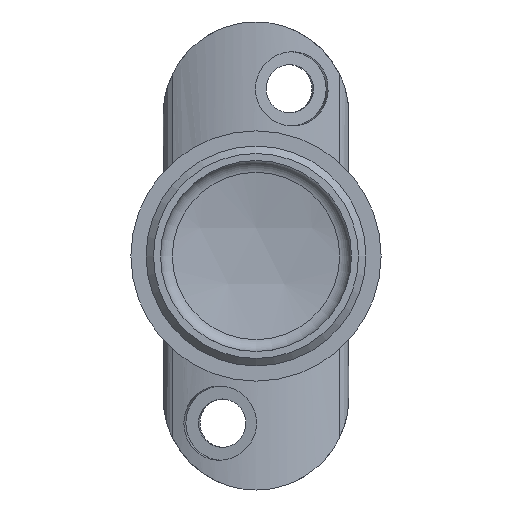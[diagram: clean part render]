
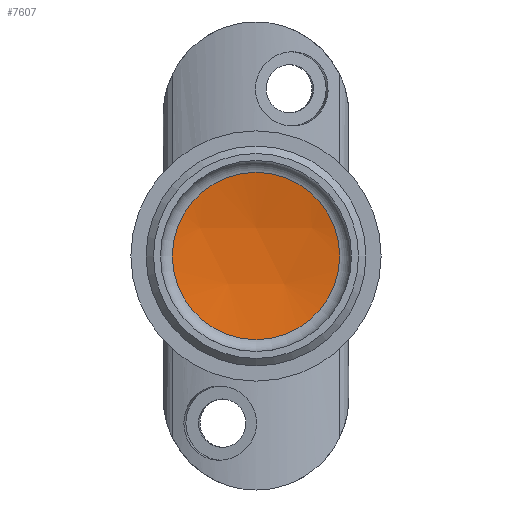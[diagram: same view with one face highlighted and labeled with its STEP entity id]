
A CAD part, front view. The second image highlights one B-rep face of the part: STEP entity #7607.
In plain terms, the highlighted spherical face has radius 54.48 mm.
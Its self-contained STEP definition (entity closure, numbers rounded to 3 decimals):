
#1177 = EDGE_CURVE ( 'NONE', #12420, #12420, #10555, .T. ) ;
#2003 = DIRECTION ( 'NONE',  ( 0., -1., 0. ) ) ;
#4799 = FACE_OUTER_BOUND ( 'NONE', #13631, .T. ) ;
#6130 = AXIS2_PLACEMENT_3D ( 'NONE', #6748, #7995, #7010 ) ;
#6748 = CARTESIAN_POINT ( 'NONE',  ( 0., -21.187, 0. ) ) ;
#7010 = DIRECTION ( 'NONE',  ( -1., 0., 0. ) ) ;
#7525 = CARTESIAN_POINT ( 'NONE',  ( 11.263, 32.116, 0. ) ) ;
#7607 = ADVANCED_FACE ( 'NONE', ( #4799 ), #7704, .F. ) ;
#7704 = SPHERICAL_SURFACE ( 'NONE', #6130, 54.48 ) ;
#7995 = DIRECTION ( 'NONE',  ( 0., 0., -1. ) ) ;
#10531 = DIRECTION ( 'NONE',  ( 1., 0., 0. ) ) ;
#10555 = CIRCLE ( 'NONE', #15022, 11.263 ) ;
#12420 = VERTEX_POINT ( 'NONE', #7525 ) ;
#13631 = EDGE_LOOP ( 'NONE', ( #15991 ) ) ;
#14203 = CARTESIAN_POINT ( 'NONE',  ( 0., 32.116, 0. ) ) ;
#15022 = AXIS2_PLACEMENT_3D ( 'NONE', #14203, #2003, #10531 ) ;
#15991 = ORIENTED_EDGE ( 'NONE', *, *, #1177, .T. ) ;
